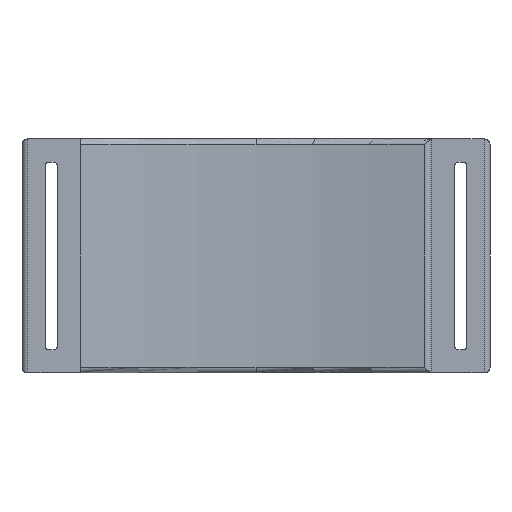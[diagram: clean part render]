
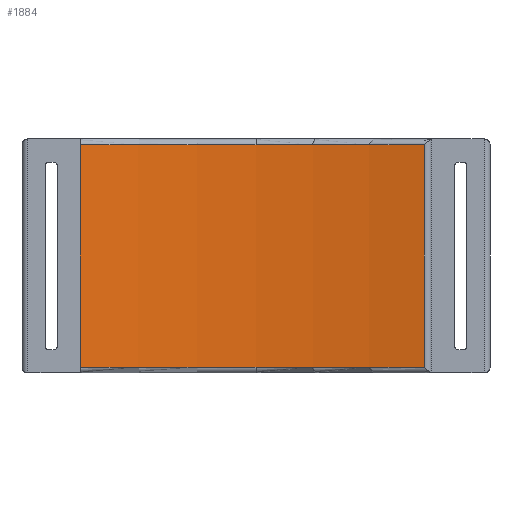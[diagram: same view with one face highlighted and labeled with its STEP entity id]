
A CAD part, left-side view. The second image highlights one B-rep face of the part: STEP entity #1884.
In plain terms, the highlighted cylindrical face has radius 140 mm (diameter 280 mm), a partial arc.
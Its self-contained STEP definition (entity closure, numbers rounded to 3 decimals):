
#1175 = VERTEX_POINT('',#1176);
#1176 = CARTESIAN_POINT('',(-7.993,-28.794,26.9));
#1199 = EDGE_CURVE('',#1175,#1200,#1202,.T.);
#1200 = VERTEX_POINT('',#1201);
#1201 = CARTESIAN_POINT('',(-7.993,-28.794,-11.1));
#1202 = LINE('',#1203,#1204);
#1203 = CARTESIAN_POINT('',(-7.993,-28.794,27.9));
#1204 = VECTOR('',#1205,1.);
#1205 = DIRECTION('',(-0.,-0.,-1.));
#1244 = VERTEX_POINT('',#1245);
#1245 = CARTESIAN_POINT('',(-5.,0.,26.9));
#1252 = EDGE_CURVE('',#1175,#1244,#1253,.T.);
#1253 = CIRCLE('',#1254,140.);
#1254 = AXIS2_PLACEMENT_3D('',#1255,#1256,#1257);
#1255 = CARTESIAN_POINT('',(-145.,0.,26.9));
#1256 = DIRECTION('',(-0.,0.,1.));
#1257 = DIRECTION('',(0.977,-0.214,0.));
#1270 = VERTEX_POINT('',#1271);
#1271 = CARTESIAN_POINT('',(-8.252,30.,26.9));
#1292 = EDGE_CURVE('',#1244,#1270,#1293,.T.);
#1293 = CIRCLE('',#1294,140.);
#1294 = AXIS2_PLACEMENT_3D('',#1295,#1296,#1297);
#1295 = CARTESIAN_POINT('',(-145.,0.,26.9));
#1296 = DIRECTION('',(0.,0.,1.));
#1297 = DIRECTION('',(1.,0.,0.));
#1400 = VERTEX_POINT('',#1401);
#1401 = CARTESIAN_POINT('',(-5.,0.,-11.1));
#1408 = EDGE_CURVE('',#1400,#1409,#1411,.T.);
#1409 = VERTEX_POINT('',#1410);
#1410 = CARTESIAN_POINT('',(-8.252,30.,-11.1));
#1411 = CIRCLE('',#1412,140.);
#1412 = AXIS2_PLACEMENT_3D('',#1413,#1414,#1415);
#1413 = CARTESIAN_POINT('',(-145.,0.,-11.1));
#1414 = DIRECTION('',(0.,0.,1.));
#1415 = DIRECTION('',(1.,0.,0.));
#1452 = EDGE_CURVE('',#1200,#1400,#1453,.T.);
#1453 = CIRCLE('',#1454,140.);
#1454 = AXIS2_PLACEMENT_3D('',#1455,#1456,#1457);
#1455 = CARTESIAN_POINT('',(-145.,0.,-11.1));
#1456 = DIRECTION('',(-0.,0.,1.));
#1457 = DIRECTION('',(0.977,-0.214,0.));
#1657 = EDGE_CURVE('',#1270,#1409,#1658,.T.);
#1658 = LINE('',#1659,#1660);
#1659 = CARTESIAN_POINT('',(-8.252,30.,27.9));
#1660 = VECTOR('',#1661,1.);
#1661 = DIRECTION('',(-0.,-0.,-1.));
#1884 = ADVANCED_FACE('',(#1885),#1893,.F.);
#1885 = FACE_BOUND('',#1886,.F.);
#1886 = EDGE_LOOP('',(#1887,#1888,#1889,#1890,#1891,#1892));
#1887 = ORIENTED_EDGE('',*,*,#1657,.F.);
#1888 = ORIENTED_EDGE('',*,*,#1292,.F.);
#1889 = ORIENTED_EDGE('',*,*,#1252,.F.);
#1890 = ORIENTED_EDGE('',*,*,#1199,.T.);
#1891 = ORIENTED_EDGE('',*,*,#1452,.T.);
#1892 = ORIENTED_EDGE('',*,*,#1408,.T.);
#1893 = CYLINDRICAL_SURFACE('',#1894,140.);
#1894 = AXIS2_PLACEMENT_3D('',#1895,#1896,#1897);
#1895 = CARTESIAN_POINT('',(-145.,0.,27.9));
#1896 = DIRECTION('',(0.,0.,1.));
#1897 = DIRECTION('',(1.,0.,0.));
